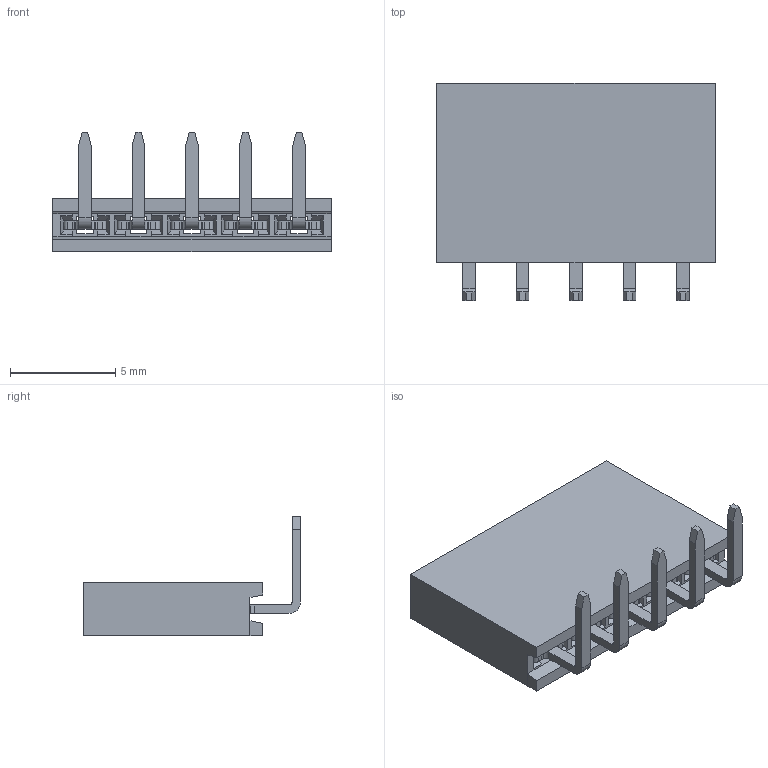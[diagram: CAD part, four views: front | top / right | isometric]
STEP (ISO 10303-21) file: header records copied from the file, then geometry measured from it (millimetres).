
FILE_DESCRIPTION(('FreeCAD Model'),'2;1');
FILE_NAME('C051LGBN-RCa.stp', '2017-05-04T09:19:43',('Author'),(''), 'Open CASCADE STEP processor 6.8','FreeCAD','Unknown');
FILE_SCHEMA(('AUTOMOTIVE_DESIGN_CC2 { 1 2 10303 214 -1 1 5 4 }'));
Length unit declared in the file: millimetre
Products named in the file (6): _____C051LGBN-RC005; _____C051LGBN-RC004; _____C051LGBN-RC003; _____C051LGBN-RC002; _____C051LGBN-RC001; _____C051LGBN-RC
Bounding box: 13.2 x 10.3 x 5.69 mm (x, y, z)
Volume: 233.2 mm3; surface area: 759.6 mm2
Topology: 6 solids, 6 shells, 371 faces, 1016 edges, 657 vertices
Faces by surface type: plane 296, cylinder 75
Entity records: 32385 total; most frequent: CARTESIAN_POINT 12906, DIRECTION 3229, LINE 2325, VECTOR 2325, ORIENTED_EDGE 2032, PCURVE 2032, DEFINITIONAL_REPRESENTATION 2032, EDGE_CURVE 1016
